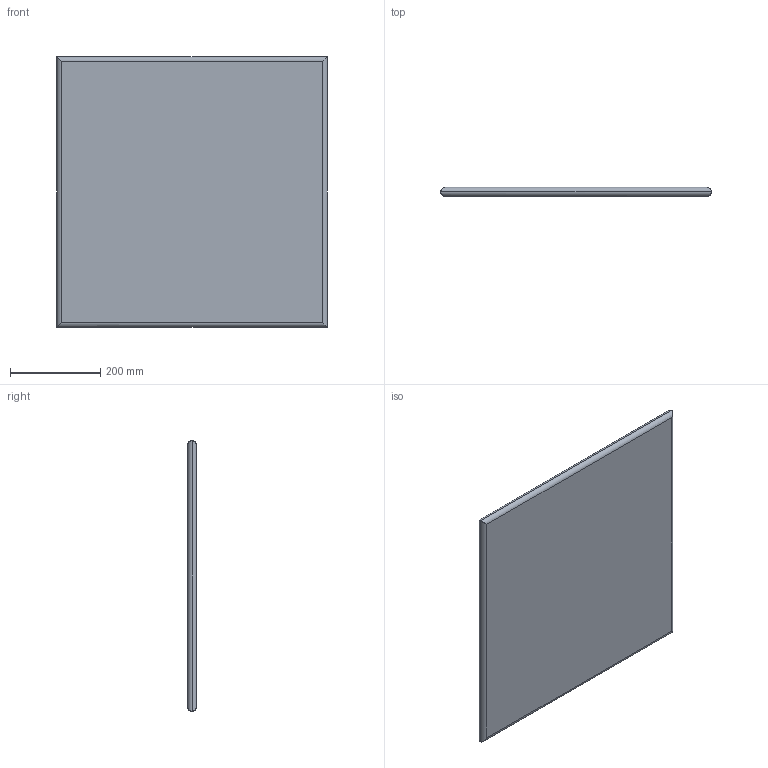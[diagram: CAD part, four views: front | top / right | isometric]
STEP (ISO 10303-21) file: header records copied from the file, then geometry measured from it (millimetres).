
FILE_DESCRIPTION (( 'STEP AP203' ), '1' );
FILE_NAME ('Top plate_Default_sldprt.STEP', '2025-02-07T15:33:02', ( '' ), ( '' ), 'SwSTEP 2.0', 'SolidWorks 2024', '' );
FILE_SCHEMA (( 'CONFIG_CONTROL_DESIGN' ));
Length unit declared in the file: millimetre
Products named in the file (1): Top plate_Default_sldprt
Bounding box: 600 x 20 x 600 mm (x, y, z)
Volume: 7097758.1 mm3; surface area: 747284.9 mm2
Topology: 1 solids, 1 shells, 10 faces, 20 edges, 12 vertices
Faces by surface type: cylinder 8, plane 2
Entity records: 329 total; most frequent: CARTESIAN_POINT 67, ORIENTED_EDGE 40, DIRECTION 34, EDGE_CURVE 20, VECTOR 12, LINE 12, VERTEX_POINT 12, AXIS2_PLACEMENT_3D 11
